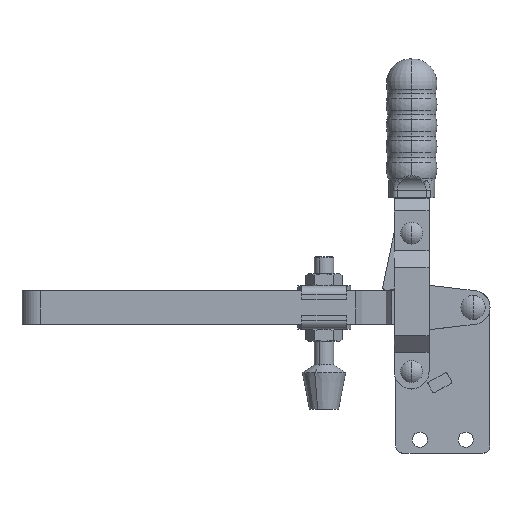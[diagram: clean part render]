
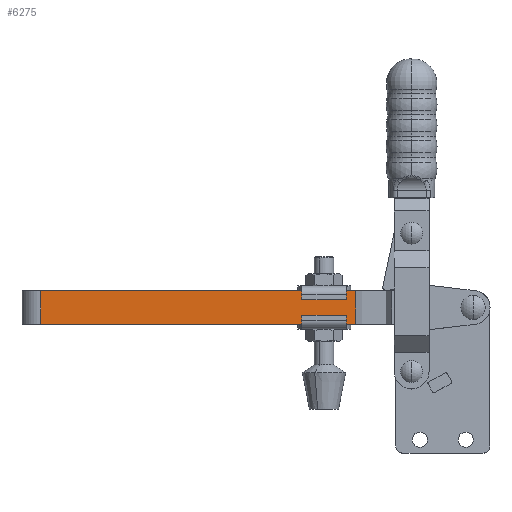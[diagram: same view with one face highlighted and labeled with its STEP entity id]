
A CAD part, top view. The second image highlights one B-rep face of the part: STEP entity #6275.
In plain terms, the highlighted planar face has unit normal (0, 0, 1).
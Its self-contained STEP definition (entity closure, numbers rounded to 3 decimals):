
#2 = EDGE_CURVE ( 'NONE', #4142, #6065, #5460, .T. ) ;
#762 = LINE ( 'NONE', #5090, #5600 ) ;
#1744 = CARTESIAN_POINT ( 'NONE',  ( -185.8, 51.2, 7.6 ) ) ;
#2217 = EDGE_LOOP ( 'NONE', ( #7338, #11623, #7116, #10516 ) ) ;
#2395 = CARTESIAN_POINT ( 'NONE',  ( -185.8, 37.2, 7.6 ) ) ;
#2837 = DIRECTION ( 'NONE',  ( 0., 1., 0. ) ) ;
#2938 = VECTOR ( 'NONE', #6360, 1000. ) ;
#3293 = CARTESIAN_POINT ( 'NONE',  ( -55.5, 51.2, 7.6 ) ) ;
#3298 = VERTEX_POINT ( 'NONE', #7286 ) ;
#3789 = CARTESIAN_POINT ( 'NONE',  ( -185.8, 34.45, 7.6 ) ) ;
#3959 = DIRECTION ( 'NONE',  ( 0., 0., 1. ) ) ;
#4142 = VERTEX_POINT ( 'NONE', #3293 ) ;
#4632 = CARTESIAN_POINT ( 'NONE',  ( -55.5, 34.45, 7.6 ) ) ;
#5090 = CARTESIAN_POINT ( 'NONE',  ( -193.5, 37.2, 7.6 ) ) ;
#5460 = LINE ( 'NONE', #6342, #2938 ) ;
#5600 = VECTOR ( 'NONE', #11654, 1000. ) ;
#6065 = VERTEX_POINT ( 'NONE', #1744 ) ;
#6275 = ADVANCED_FACE ( 'NONE', ( #7683 ), #9593, .T. ) ;
#6305 = AXIS2_PLACEMENT_3D ( 'NONE', #7738, #3959, #10515 ) ;
#6342 = CARTESIAN_POINT ( 'NONE',  ( -193.5, 51.2, 7.6 ) ) ;
#6360 = DIRECTION ( 'NONE',  ( -1., 0., 0. ) ) ;
#6365 = EDGE_CURVE ( 'NONE', #6452, #3298, #762, .T. ) ;
#6452 = VERTEX_POINT ( 'NONE', #2395 ) ;
#6600 = DIRECTION ( 'NONE',  ( 0., 1., 0. ) ) ;
#7116 = ORIENTED_EDGE ( 'NONE', *, *, #11351, .T. ) ;
#7286 = CARTESIAN_POINT ( 'NONE',  ( -55.5, 37.2, 7.6 ) ) ;
#7338 = ORIENTED_EDGE ( 'NONE', *, *, #8283, .F. ) ;
#7683 = FACE_OUTER_BOUND ( 'NONE', #2217, .T. ) ;
#7738 = CARTESIAN_POINT ( 'NONE',  ( -185.8, 34.45, 7.6 ) ) ;
#8283 = EDGE_CURVE ( 'NONE', #6452, #6065, #12192, .T. ) ;
#9593 = PLANE ( 'NONE',  #6305 ) ;
#9627 = VECTOR ( 'NONE', #6600, 1000. ) ;
#9726 = VECTOR ( 'NONE', #2837, 1000. ) ;
#10515 = DIRECTION ( 'NONE',  ( 1., 0., 0. ) ) ;
#10516 = ORIENTED_EDGE ( 'NONE', *, *, #2, .T. ) ;
#11351 = EDGE_CURVE ( 'NONE', #3298, #4142, #12108, .T. ) ;
#11623 = ORIENTED_EDGE ( 'NONE', *, *, #6365, .T. ) ;
#11654 = DIRECTION ( 'NONE',  ( 1., 0., 0. ) ) ;
#12108 = LINE ( 'NONE', #4632, #9627 ) ;
#12192 = LINE ( 'NONE', #3789, #9726 ) ;
